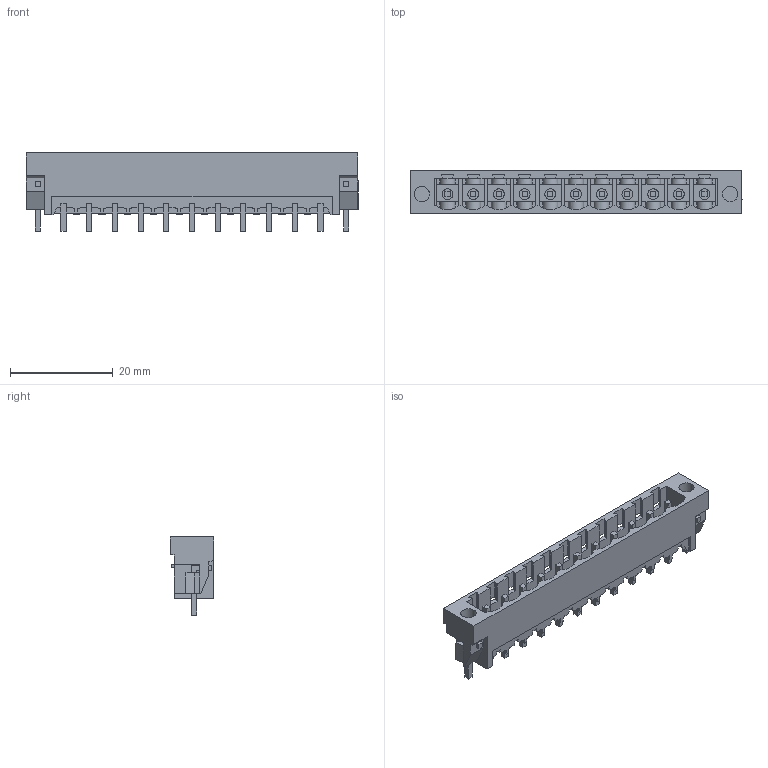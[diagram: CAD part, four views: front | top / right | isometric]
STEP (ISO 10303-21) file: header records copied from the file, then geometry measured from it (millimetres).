
FILE_DESCRIPTION(('CATIA V5 STEP Exchange','CAx-IF Rec.Pracs.--- Model Styling and Organization---1.2---2011-12-15'),'2;1');
FILE_NAME ('D1457165_0_1841480000_1841480000.stp','2018-04-12T04:38:40+00:00',('none'),('Weidmueller'),'CATIA Version 5-6 Release 2014','CATIA V5 STEP AP214','none');
FILE_SCHEMA(('AUTOMOTIVE_DESIGN { 1 0 10303 214 1 1 1 1 }'));
Length unit declared in the file: millimetre
Products named in the file (1): 1841480000
Bounding box: 64.6 x 8.43 x 15.2 mm (x, y, z)
Volume: 2503.8 mm3; surface area: 5654.4 mm2
Topology: 14 solids, 14 shells, 780 faces, 2318 edges, 1546 vertices
Faces by surface type: plane 661, cylinder 119
Entity records: 24656 total; most frequent: CARTESIAN_POINT 5023, ORIENTED_EDGE 4636, DIRECTION 3172, EDGE_CURVE 2318, VECTOR 1980, LINE 1980, VERTEX_POINT 1546, EDGE_LOOP 808
